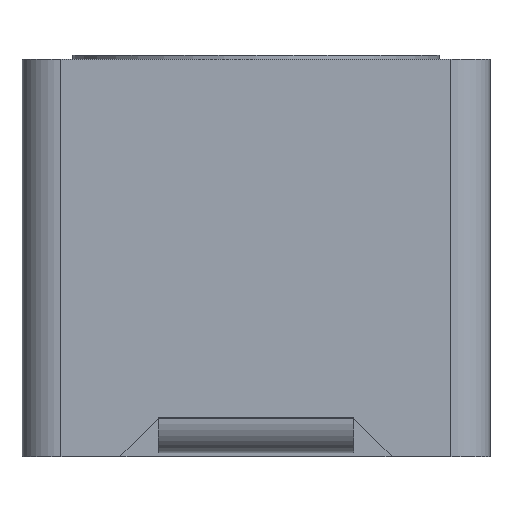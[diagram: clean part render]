
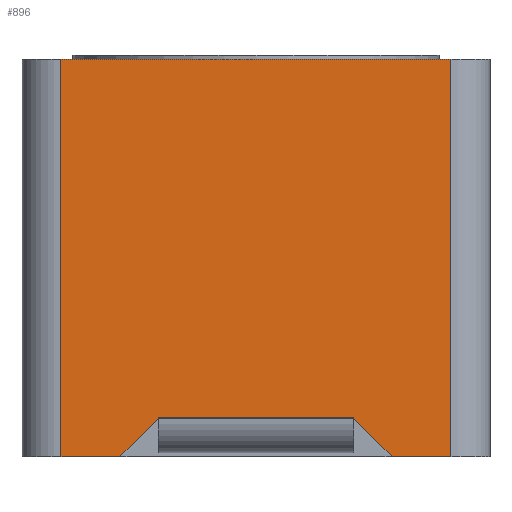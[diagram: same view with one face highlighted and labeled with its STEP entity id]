
A CAD part, left-side view. The second image highlights one B-rep face of the part: STEP entity #896.
In plain terms, the highlighted planar face has unit normal (-1, 0, 0).
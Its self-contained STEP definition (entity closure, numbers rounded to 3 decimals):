
#721 = VERTEX_POINT('',#722);
#722 = CARTESIAN_POINT('',(-6.,-5.,10.2));
#729 = EDGE_CURVE('',#721,#730,#732,.T.);
#730 = VERTEX_POINT('',#731);
#731 = CARTESIAN_POINT('',(-6.,5.,10.2));
#732 = LINE('',#733,#734);
#733 = CARTESIAN_POINT('',(-6.,-6.,10.2));
#734 = VECTOR('',#735,1.);
#735 = DIRECTION('',(0.,1.,0.));
#851 = VERTEX_POINT('',#852);
#852 = CARTESIAN_POINT('',(-6.,5.,0.));
#859 = EDGE_CURVE('',#851,#730,#860,.T.);
#860 = LINE('',#861,#862);
#861 = CARTESIAN_POINT('',(-6.,5.,0.));
#862 = VECTOR('',#863,1.);
#863 = DIRECTION('',(0.,0.,1.));
#896 = ADVANCED_FACE('',(#897),#963,.T.);
#897 = FACE_BOUND('',#898,.T.);
#898 = EDGE_LOOP('',(#899,#909,#915,#916,#917,#925,#933,#941,#949,#957)
  );
#899 = ORIENTED_EDGE('',*,*,#900,.F.);
#900 = EDGE_CURVE('',#901,#903,#905,.T.);
#901 = VERTEX_POINT('',#902);
#902 = CARTESIAN_POINT('',(-6.,-5.,0.));
#903 = VERTEX_POINT('',#904);
#904 = CARTESIAN_POINT('',(-6.,-3.49,0.));
#905 = LINE('',#906,#907);
#906 = CARTESIAN_POINT('',(-6.,-6.,0.));
#907 = VECTOR('',#908,1.);
#908 = DIRECTION('',(0.,1.,0.));
#909 = ORIENTED_EDGE('',*,*,#910,.T.);
#910 = EDGE_CURVE('',#901,#721,#911,.T.);
#911 = LINE('',#912,#913);
#912 = CARTESIAN_POINT('',(-6.,-5.,0.));
#913 = VECTOR('',#914,1.);
#914 = DIRECTION('',(0.,0.,1.));
#915 = ORIENTED_EDGE('',*,*,#729,.T.);
#916 = ORIENTED_EDGE('',*,*,#859,.F.);
#917 = ORIENTED_EDGE('',*,*,#918,.F.);
#918 = EDGE_CURVE('',#919,#851,#921,.T.);
#919 = VERTEX_POINT('',#920);
#920 = CARTESIAN_POINT('',(-6.,3.49,0.));
#921 = LINE('',#922,#923);
#922 = CARTESIAN_POINT('',(-6.,-6.,0.));
#923 = VECTOR('',#924,1.);
#924 = DIRECTION('',(0.,1.,0.));
#925 = ORIENTED_EDGE('',*,*,#926,.T.);
#926 = EDGE_CURVE('',#919,#927,#929,.T.);
#927 = VERTEX_POINT('',#928);
#928 = CARTESIAN_POINT('',(-6.,2.5,0.99));
#929 = LINE('',#930,#931);
#930 = CARTESIAN_POINT('',(-6.,0.87,2.62));
#931 = VECTOR('',#932,1.);
#932 = DIRECTION('',(0.,-0.707,0.707));
#933 = ORIENTED_EDGE('',*,*,#934,.F.);
#934 = EDGE_CURVE('',#935,#927,#937,.T.);
#935 = VERTEX_POINT('',#936);
#936 = CARTESIAN_POINT('',(-6.,2.5,1.));
#937 = LINE('',#938,#939);
#938 = CARTESIAN_POINT('',(-6.,2.5,0.));
#939 = VECTOR('',#940,1.);
#940 = DIRECTION('',(0.,0.,-1.));
#941 = ORIENTED_EDGE('',*,*,#942,.F.);
#942 = EDGE_CURVE('',#943,#935,#945,.T.);
#943 = VERTEX_POINT('',#944);
#944 = CARTESIAN_POINT('',(-6.,-2.5,1.));
#945 = LINE('',#946,#947);
#946 = CARTESIAN_POINT('',(-6.,-4.25,1.));
#947 = VECTOR('',#948,1.);
#948 = DIRECTION('',(0.,1.,0.));
#949 = ORIENTED_EDGE('',*,*,#950,.T.);
#950 = EDGE_CURVE('',#943,#951,#953,.T.);
#951 = VERTEX_POINT('',#952);
#952 = CARTESIAN_POINT('',(-6.,-2.5,0.99));
#953 = LINE('',#954,#955);
#954 = CARTESIAN_POINT('',(-6.,-2.5,0.));
#955 = VECTOR('',#956,1.);
#956 = DIRECTION('',(0.,0.,-1.));
#957 = ORIENTED_EDGE('',*,*,#958,.F.);
#958 = EDGE_CURVE('',#903,#951,#959,.T.);
#959 = LINE('',#960,#961);
#960 = CARTESIAN_POINT('',(-6.,-3.87,-0.38));
#961 = VECTOR('',#962,1.);
#962 = DIRECTION('',(0.,0.707,0.707));
#963 = PLANE('',#964);
#964 = AXIS2_PLACEMENT_3D('',#965,#966,#967);
#965 = CARTESIAN_POINT('',(-6.,-6.,0.));
#966 = DIRECTION('',(-1.,0.,0.));
#967 = DIRECTION('',(0.,1.,0.));
